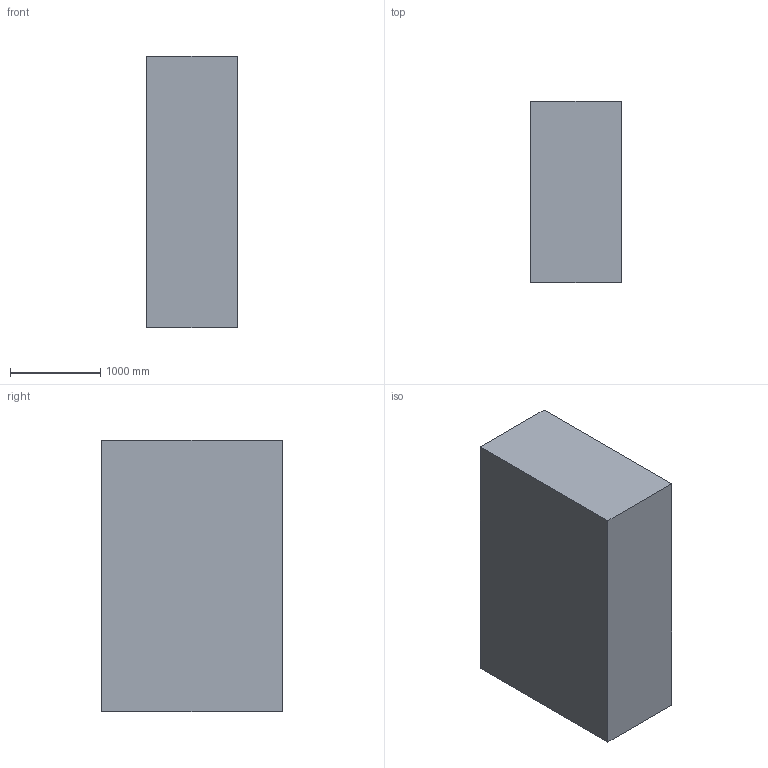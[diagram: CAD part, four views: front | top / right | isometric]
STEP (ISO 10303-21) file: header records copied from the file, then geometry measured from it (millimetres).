
FILE_DESCRIPTION((''),'2;1');
FILE_NAME('volume.stp','2021-02-24T09:25:42',(''),('CIMNE'),'STEP exporter based on STEPcode library (http://stepcode.org)','GiD 14.0.3','');
FILE_SCHEMA(('AUTOMOTIVE_DESIGN'));
Length unit declared in the file: metre
Bounding box: 1000 x 2000 x 3000 mm (x, y, z)
Volume: 6000000000 mm3; surface area: 22000000 mm2
Topology: 1 solids, 1 shells, 6 faces, 12 edges, 8 vertices
Faces by surface type: bspline 6
Entity records: 213 total; most frequent: CARTESIAN_POINT 61, ORIENTED_EDGE 24, DIRECTION 20, VECTOR 20, LINE 20, VERTEX_POINT 17, EDGE_CURVE 12, B_SPLINE_SURFACE_WITH_KNOTS 6
